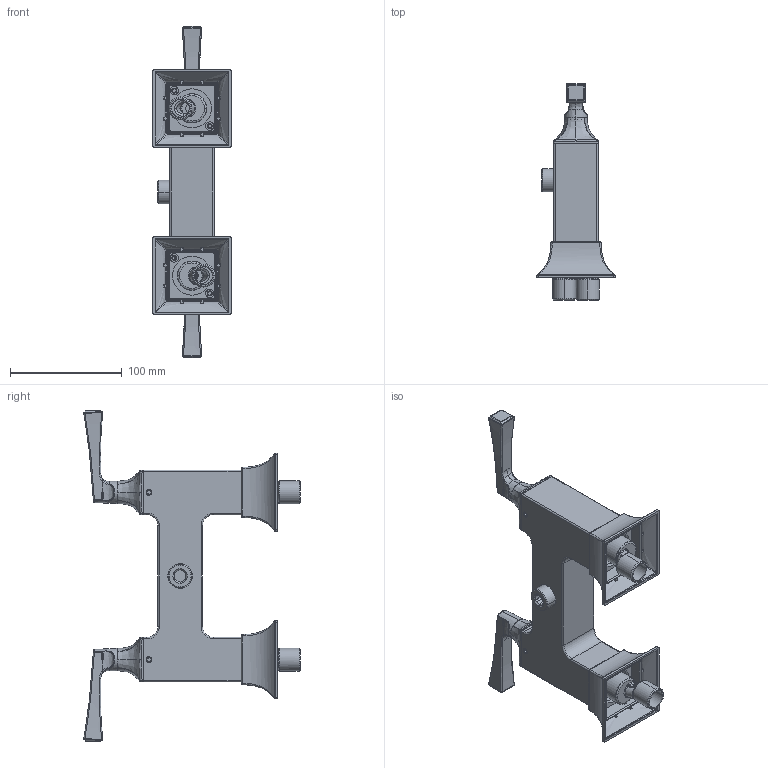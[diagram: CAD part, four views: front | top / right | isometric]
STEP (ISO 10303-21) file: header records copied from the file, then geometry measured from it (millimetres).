
FILE_DESCRIPTION((''),'2;1');
FILE_NAME('FFAS1612_ASM','2018-01-25T',('10114256'),(''),'CREO PARAMETRIC BY PTC INC, 2014440','CREO PARAMETRIC BY PTC INC, 2014440','');
FILE_SCHEMA(('CONFIG_CONTROL_DESIGN'));
Products named in the file (14): FF1-CN521J00005350_1; FF1-CN521G00001599_1; FF1-CN521L00001150_1; HANDLE-SET_BS_D1_ASM_2_ASM; FFZZ0021-0009050PL_2; FF1-CN521J00000219_1; FF1-CN521J00000289_1; FF1-CN521G00000112_1; FF1-CN521J00005550_1; FF1-CN521F00001550_1; FF1-CN521N00000187_1; FF1-CN521C00000049_1; FFAS1612-701500BC0_ASM_2_ASM; FFAS1612_ASM
Assembly tree (18 placements, depth 4):
  FFAS1612_ASM
    FFAS1612-701500BC0_ASM_2_ASM
      HANDLE-SET_BS_D1_ASM_2_ASM  x2
        FF1-CN521J00005350_1
        FF1-CN521G00001599_1
        FF1-CN521L00001150_1
      FFZZ0021-0009050PL_2
      FF1-CN521J00000219_1
      FF1-CN521J00000289_1  x2
      FF1-CN521G00000112_1
      FF1-CN521J00005550_1  x2
      FF1-CN521F00001550_1  x2
      FF1-CN521N00000187_1  x2
      FF1-CN521C00000049_1
Bounding box: 70 x 193.99 x 297.53 mm (x, y, z)
Volume: 294417 mm3; surface area: 187386.8 mm2
Topology: 18 solids, 19 shells, 2262 faces, 5835 edges, 3598 vertices
Faces by surface type: plane 755, cylinder 711, bspline 366, cone 186, torus 110, sphere 104, extrusion 30
Entity records: 59105 total; most frequent: CARTESIAN_POINT 24020, ORIENTED_EDGE 7468, DIRECTION 7126, EDGE_CURVE 3734, AXIS2_PLACEMENT_3D 2739, VERTEX_POINT 2347, VECTOR 1648, LINE 1633
